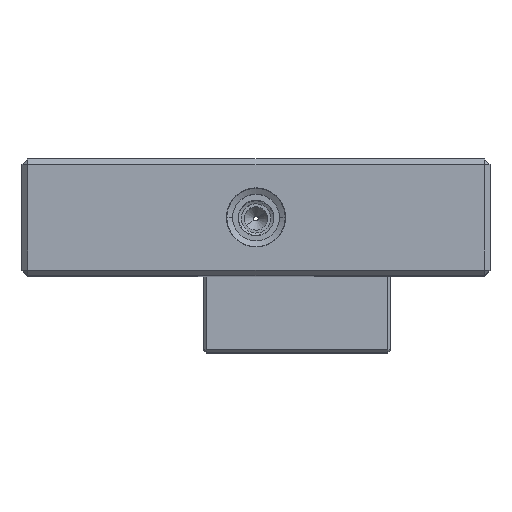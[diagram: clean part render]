
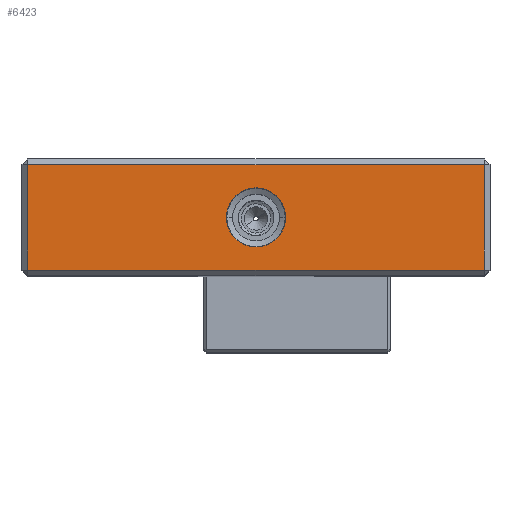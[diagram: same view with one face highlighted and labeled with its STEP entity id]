
A CAD part, top view. The second image highlights one B-rep face of the part: STEP entity #6423.
In plain terms, the highlighted planar face has unit normal (0, 0, 1).
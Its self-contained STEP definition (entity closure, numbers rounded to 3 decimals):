
#12 = ORIENTED_EDGE ( 'NONE', *, *, #1781, .T. ) ;
#451 = DIRECTION ( 'NONE',  ( 0., -1., 0. ) ) ;
#520 = DIRECTION ( 'NONE',  ( 0., 0., -1. ) ) ;
#538 = VERTEX_POINT ( 'NONE', #1176 ) ;
#728 = EDGE_LOOP ( 'NONE', ( #3825, #4323 ) ) ;
#882 = DIRECTION ( 'NONE',  ( 0., 0., 1. ) ) ;
#891 = CARTESIAN_POINT ( 'NONE',  ( 39.5, 10., 0. ) ) ;
#928 = DIRECTION ( 'NONE',  ( 0., 0., 1. ) ) ;
#931 = CIRCLE ( 'NONE', #3279, 2.525 ) ;
#1141 = VECTOR ( 'NONE', #1451, 1000. ) ;
#1176 = CARTESIAN_POINT ( 'NONE',  ( 0.5, 0.5, 0. ) ) ;
#1414 = EDGE_CURVE ( 'NONE', #2103, #538, #5588, .T. ) ;
#1451 = DIRECTION ( 'NONE',  ( -1., 0., 0. ) ) ;
#1781 = EDGE_CURVE ( 'NONE', #1980, #4304, #6117, .T. ) ;
#1843 = VECTOR ( 'NONE', #3413, 1000. ) ;
#1953 = FACE_OUTER_BOUND ( 'NONE', #7527, .T. ) ;
#1980 = VERTEX_POINT ( 'NONE', #5988 ) ;
#2103 = VERTEX_POINT ( 'NONE', #4955 ) ;
#2610 = CARTESIAN_POINT ( 'NONE',  ( 0., 9.5, 0. ) ) ;
#2813 = CARTESIAN_POINT ( 'NONE',  ( 40., 0.5, 0. ) ) ;
#2980 = VECTOR ( 'NONE', #6717, 1000. ) ;
#2995 = AXIS2_PLACEMENT_3D ( 'NONE', #4353, #882, #4962 ) ;
#3268 = AXIS2_PLACEMENT_3D ( 'NONE', #6934, #520, #4579 ) ;
#3279 = AXIS2_PLACEMENT_3D ( 'NONE', #4412, #928, #5017 ) ;
#3413 = DIRECTION ( 'NONE',  ( 1., 0., 0. ) ) ;
#3443 = CARTESIAN_POINT ( 'NONE',  ( 39.5, 9.5, 0. ) ) ;
#3454 = CARTESIAN_POINT ( 'NONE',  ( 17.475, 5., 0. ) ) ;
#3825 = ORIENTED_EDGE ( 'NONE', *, *, #5026, .F. ) ;
#4097 = CIRCLE ( 'NONE', #2995, 2.525 ) ;
#4248 = ORIENTED_EDGE ( 'NONE', *, *, #5952, .T. ) ;
#4304 = VERTEX_POINT ( 'NONE', #3443 ) ;
#4323 = ORIENTED_EDGE ( 'NONE', *, *, #5585, .F. ) ;
#4353 = CARTESIAN_POINT ( 'NONE',  ( 20., 5., 0. ) ) ;
#4363 = VERTEX_POINT ( 'NONE', #6447 ) ;
#4412 = CARTESIAN_POINT ( 'NONE',  ( 20., 5., 0. ) ) ;
#4579 = DIRECTION ( 'NONE',  ( -1., 0., 0. ) ) ;
#4885 = FACE_BOUND ( 'NONE', #728, .T. ) ;
#4955 = CARTESIAN_POINT ( 'NONE',  ( 0.5, 9.5, 0. ) ) ;
#4961 = LINE ( 'NONE', #2813, #1843 ) ;
#4962 = DIRECTION ( 'NONE',  ( 1., 0., 0. ) ) ;
#5017 = DIRECTION ( 'NONE',  ( 1., 0., 0. ) ) ;
#5026 = EDGE_CURVE ( 'NONE', #4363, #5239, #931, .T. ) ;
#5208 = ORIENTED_EDGE ( 'NONE', *, *, #7018, .T. ) ;
#5239 = VERTEX_POINT ( 'NONE', #3454 ) ;
#5585 = EDGE_CURVE ( 'NONE', #5239, #4363, #4097, .T. ) ;
#5588 = LINE ( 'NONE', #6260, #7148 ) ;
#5952 = EDGE_CURVE ( 'NONE', #4304, #2103, #7368, .T. ) ;
#5988 = CARTESIAN_POINT ( 'NONE',  ( 39.5, 0.5, 0. ) ) ;
#6117 = LINE ( 'NONE', #891, #2980 ) ;
#6164 = ORIENTED_EDGE ( 'NONE', *, *, #1414, .T. ) ;
#6260 = CARTESIAN_POINT ( 'NONE',  ( 0.5, 10., 0. ) ) ;
#6423 = ADVANCED_FACE ( 'NONE', ( #1953, #4885 ), #7518, .F. ) ;
#6447 = CARTESIAN_POINT ( 'NONE',  ( 22.525, 5., 0. ) ) ;
#6717 = DIRECTION ( 'NONE',  ( 0., 1., 0. ) ) ;
#6934 = CARTESIAN_POINT ( 'NONE',  ( 0., 10., 0. ) ) ;
#7018 = EDGE_CURVE ( 'NONE', #538, #1980, #4961, .T. ) ;
#7148 = VECTOR ( 'NONE', #451, 1000. ) ;
#7368 = LINE ( 'NONE', #2610, #1141 ) ;
#7518 = PLANE ( 'NONE',  #3268 ) ;
#7527 = EDGE_LOOP ( 'NONE', ( #12, #4248, #6164, #5208 ) ) ;
